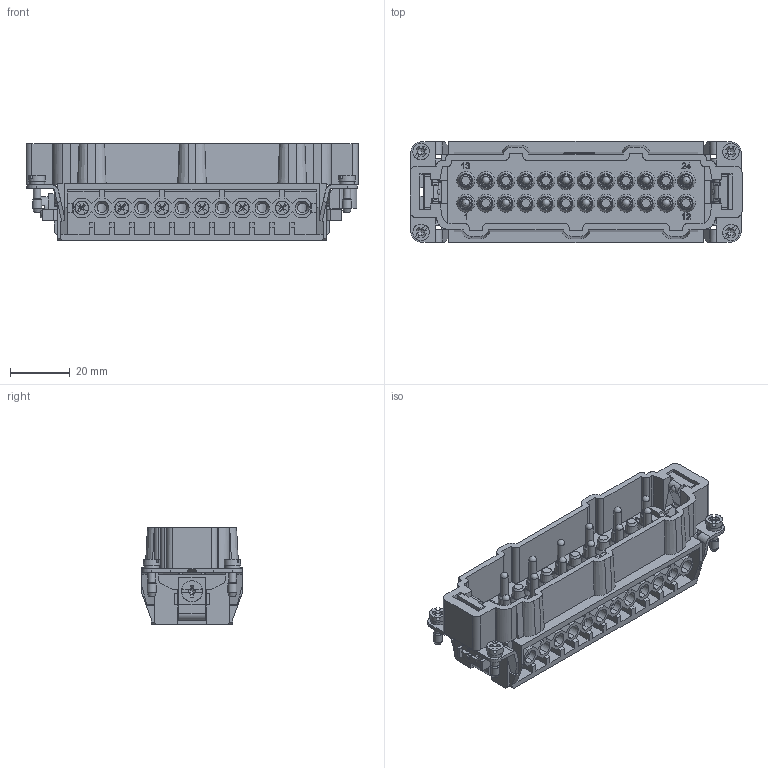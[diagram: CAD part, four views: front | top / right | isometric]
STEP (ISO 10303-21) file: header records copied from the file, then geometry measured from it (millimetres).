
FILE_DESCRIPTION(/* description */ (''),/* implementation_level */ '2;1');
FILE_NAME(/* name */ '100095492ugm000_c.stp',/* time_stamp */ '2019-07-03T09:21:42+02:00',/* author */ (''),/* organization */ (''),/* preprocessor_version */ 'ST-DEVELOPER v16.7',/* originating_system */ 'SIEMENS PLM Software NX 12.0',/* authorisation */ '');
FILE_SCHEMA (('AUTOMOTIVE_DESIGN { 1 0 10303 214 3 1 1 1 }'));
Products named in the file (1): 100095492ugm000_c
Bounding box: 111 x 34 x 32.42 mm (x, y, z)
Volume: 43309.3 mm3; surface area: 38890.7 mm2
Topology: 1 solids, 1 shells, 2709 faces, 7667 edges, 5105 vertices
Faces by surface type: plane 1689, bspline 356, cylinder 331, cone 283, extrusion 34, sphere 16
Full cylindrical faces by diameter (mm): 0.6 x2, 1.139 x1, 1.346 x1, 2.438 x2, 2.5 x18, 3 x4, 3.2 x24, 5 x4, 5.5 x4, 7 x1
Entity records: 121623 total; most frequent: CARTESIAN_POINT 36958, ORIENTED_EDGE 14514, DIRECTION 11717, EDGE_CURVE 7257, VERTEX_POINT 4857, VECTOR 4509, LINE 4475, AXIS2_PLACEMENT_3D 3604
